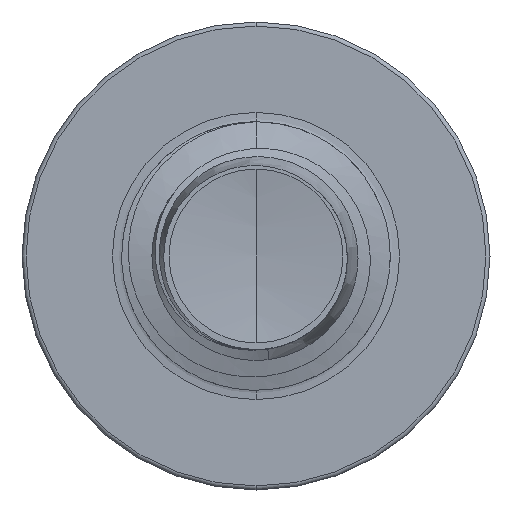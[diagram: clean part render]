
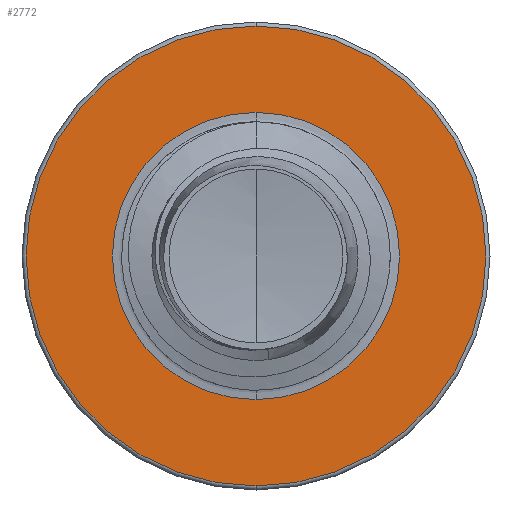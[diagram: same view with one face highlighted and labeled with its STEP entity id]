
A CAD part, front view. The second image highlights one B-rep face of the part: STEP entity #2772.
In plain terms, the highlighted planar face has unit normal (0, -1, 0).
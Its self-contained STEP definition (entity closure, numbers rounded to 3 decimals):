
#26 = CARTESIAN_POINT ( 'NONE',  ( 0., 4., 0. ) ) ;
#513 = FACE_OUTER_BOUND ( 'NONE', #2581, .T. ) ;
#1193 = AXIS2_PLACEMENT_3D ( 'NONE', #12805, #12795, #12792 ) ;
#1232 = CARTESIAN_POINT ( 'NONE',  ( 0., 4., -2.997 ) ) ;
#1335 = DIRECTION ( 'NONE',  ( 0., 0., 1. ) ) ;
#2069 = DIRECTION ( 'NONE',  ( 0., 0., 1. ) ) ;
#2073 = DIRECTION ( 'NONE',  ( 0., 1., 0. ) ) ;
#2091 = PLANE ( 'NONE',  #8675 ) ;
#2274 = CARTESIAN_POINT ( 'NONE',  ( 0., 4., -1.872 ) ) ;
#2581 = EDGE_LOOP ( 'NONE', ( #4499, #4788 ) ) ;
#2772 = ADVANCED_FACE ( 'NONE', ( #513, #3663 ), #2091, .F. ) ;
#2776 = CIRCLE ( 'NONE', #1193, 2.998 ) ;
#3182 = DIRECTION ( 'NONE',  ( 0., 1., 0. ) ) ;
#3663 = FACE_BOUND ( 'NONE', #11102, .T. ) ;
#4440 = VERTEX_POINT ( 'NONE', #1232 ) ;
#4499 = ORIENTED_EDGE ( 'NONE', *, *, #9741, .F. ) ;
#4788 = ORIENTED_EDGE ( 'NONE', *, *, #5018, .F. ) ;
#5018 = EDGE_CURVE ( 'NONE', #4440, #12804, #2776, .T. ) ;
#5902 = DIRECTION ( 'NONE',  ( 0., 1., 0. ) ) ;
#6193 = CARTESIAN_POINT ( 'NONE',  ( 0., 4., 1.872 ) ) ;
#6391 = CARTESIAN_POINT ( 'NONE',  ( 0., 4., 2.998 ) ) ;
#6952 = AXIS2_PLACEMENT_3D ( 'NONE', #26, #7723, #1335 ) ;
#7354 = CIRCLE ( 'NONE', #8105, 1.872 ) ;
#7723 = DIRECTION ( 'NONE',  ( 0., 1., 0. ) ) ;
#8105 = AXIS2_PLACEMENT_3D ( 'NONE', #11123, #5902, #12011 ) ;
#8675 = AXIS2_PLACEMENT_3D ( 'NONE', #2274, #2073, #2069 ) ;
#9063 = CARTESIAN_POINT ( 'NONE',  ( 0., 4., 0. ) ) ;
#9741 = EDGE_CURVE ( 'NONE', #12804, #4440, #12054, .T. ) ;
#9937 = DIRECTION ( 'NONE',  ( 0., 0., 1. ) ) ;
#10560 = CARTESIAN_POINT ( 'NONE',  ( 0., 4., -1.872 ) ) ;
#11102 = EDGE_LOOP ( 'NONE', ( #11698, #12377 ) ) ;
#11123 = CARTESIAN_POINT ( 'NONE',  ( 0., 4., 0. ) ) ;
#11238 = EDGE_CURVE ( 'NONE', #11598, #12090, #11913, .T. ) ;
#11296 = EDGE_CURVE ( 'NONE', #12090, #11598, #7354, .T. ) ;
#11598 = VERTEX_POINT ( 'NONE', #6193 ) ;
#11698 = ORIENTED_EDGE ( 'NONE', *, *, #11238, .T. ) ;
#11913 = CIRCLE ( 'NONE', #6952, 1.872 ) ;
#12011 = DIRECTION ( 'NONE',  ( 0., 0., 1. ) ) ;
#12054 = CIRCLE ( 'NONE', #12604, 2.998 ) ;
#12090 = VERTEX_POINT ( 'NONE', #10560 ) ;
#12377 = ORIENTED_EDGE ( 'NONE', *, *, #11296, .T. ) ;
#12604 = AXIS2_PLACEMENT_3D ( 'NONE', #9063, #3182, #9937 ) ;
#12792 = DIRECTION ( 'NONE',  ( 0., 0., 1. ) ) ;
#12795 = DIRECTION ( 'NONE',  ( 0., 1., 0. ) ) ;
#12804 = VERTEX_POINT ( 'NONE', #6391 ) ;
#12805 = CARTESIAN_POINT ( 'NONE',  ( 0., 4., 0. ) ) ;
